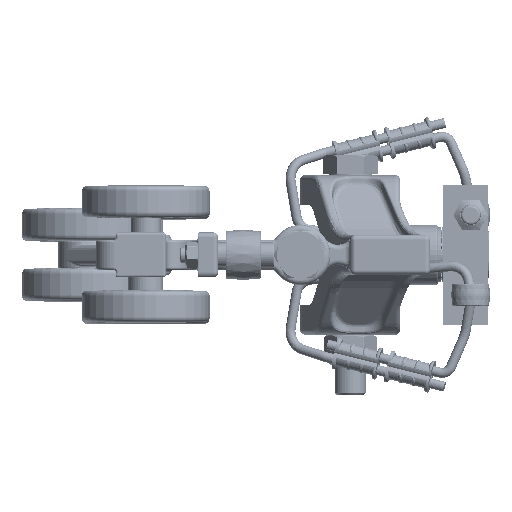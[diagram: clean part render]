
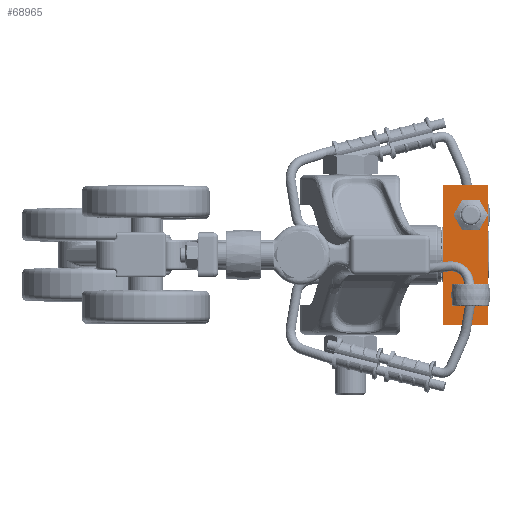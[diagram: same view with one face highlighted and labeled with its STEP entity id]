
A CAD part, left-side view. The second image highlights one B-rep face of the part: STEP entity #68965.
In plain terms, the highlighted face is planar.
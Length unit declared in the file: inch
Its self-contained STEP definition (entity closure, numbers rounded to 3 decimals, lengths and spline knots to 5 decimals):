
#68863=CARTESIAN_POINT('',(2.46875,0.4375,-1.21875));
#68864=VERTEX_POINT('',#68863);
#68865=CARTESIAN_POINT('',(2.75,0.4375,-1.21875));
#68866=DIRECTION('',(0.0,0.0,1.0));
#68867=DIRECTION('',(1.0,0.0,0.0));
#68868=AXIS2_PLACEMENT_3D('',#68865,#68866,#68867);
#68869=CIRCLE('',#68868,0.28125);
#68870=EDGE_CURVE('',#68864,#68864,#68869,.T.);
#68894=CARTESIAN_POINT('',(0.46875,0.4375,-1.21875));
#68895=VERTEX_POINT('',#68894);
#68896=CARTESIAN_POINT('',(0.75,0.4375,-1.21875));
#68897=DIRECTION('',(0.0,0.0,1.0));
#68898=DIRECTION('',(1.0,0.0,0.0));
#68899=AXIS2_PLACEMENT_3D('',#68896,#68897,#68898);
#68900=CIRCLE('',#68899,0.28125);
#68901=EDGE_CURVE('',#68895,#68895,#68900,.T.);
#68920=CARTESIAN_POINT('',(1.75,0.5625,-1.21875));
#68921=DIRECTION('',(0.0,0.0,1.0));
#68922=DIRECTION('',(1.0,0.0,0.0));
#68923=AXIS2_PLACEMENT_3D('',#68920,#68921,#68922);
#68924=PLANE('',#68923);
#68925=CARTESIAN_POINT('',(3.5,0.0,-1.21875));
#68926=VERTEX_POINT('',#68925);
#68927=CARTESIAN_POINT('',(3.5,1.125,-1.21875));
#68928=VERTEX_POINT('',#68927);
#68929=CARTESIAN_POINT('',(3.5,0.0,-1.21875));
#68930=DIRECTION('',(0.0,1.0,0.0));
#68931=VECTOR('',#68930,1.125);
#68932=LINE('',#68929,#68931);
#68933=EDGE_CURVE('',#68926,#68928,#68932,.T.);
#68934=ORIENTED_EDGE('',*,*,#68933,.F.);
#68935=CARTESIAN_POINT('',(0.0,0.0,-1.21875));
#68936=VERTEX_POINT('',#68935);
#68937=CARTESIAN_POINT('',(0.0,0.0,-1.21875));
#68938=DIRECTION('',(1.0,0.0,0.0));
#68939=VECTOR('',#68938,3.5);
#68940=LINE('',#68937,#68939);
#68941=EDGE_CURVE('',#68936,#68926,#68940,.T.);
#68942=ORIENTED_EDGE('',*,*,#68941,.F.);
#68943=CARTESIAN_POINT('',(0.,1.125,-1.21875));
#68944=VERTEX_POINT('',#68943);
#68945=CARTESIAN_POINT('',(0.,1.125,-1.21875));
#68946=DIRECTION('',(0.0,-1.0,0.0));
#68947=VECTOR('',#68946,1.125);
#68948=LINE('',#68945,#68947);
#68949=EDGE_CURVE('',#68944,#68936,#68948,.T.);
#68950=ORIENTED_EDGE('',*,*,#68949,.F.);
#68951=CARTESIAN_POINT('',(3.5,1.125,-1.21875));
#68952=DIRECTION('',(-1.0,0.0,0.0));
#68953=VECTOR('',#68952,3.5);
#68954=LINE('',#68951,#68953);
#68955=EDGE_CURVE('',#68928,#68944,#68954,.T.);
#68956=ORIENTED_EDGE('',*,*,#68955,.F.);
#68957=EDGE_LOOP('',(#68934,#68942,#68950,#68956));
#68958=FACE_OUTER_BOUND('',#68957,.T.);
#68959=ORIENTED_EDGE('',*,*,#68870,.T.);
#68960=EDGE_LOOP('',(#68959));
#68961=FACE_BOUND('',#68960,.T.);
#68962=ORIENTED_EDGE('',*,*,#68901,.T.);
#68963=EDGE_LOOP('',(#68962));
#68964=FACE_BOUND('',#68963,.T.);
#68965=ADVANCED_FACE('',(#68958,#68961,#68964),#68924,.F.);
